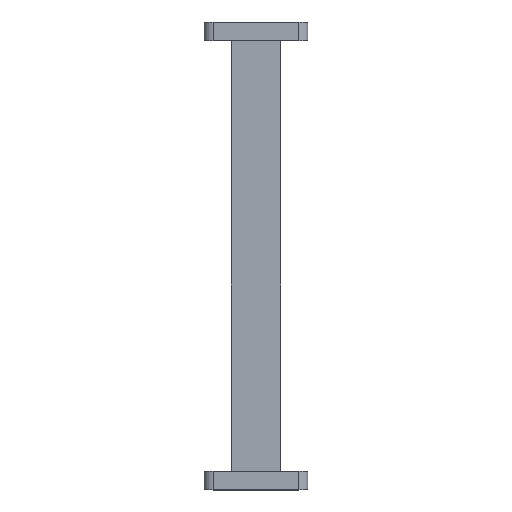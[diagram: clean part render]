
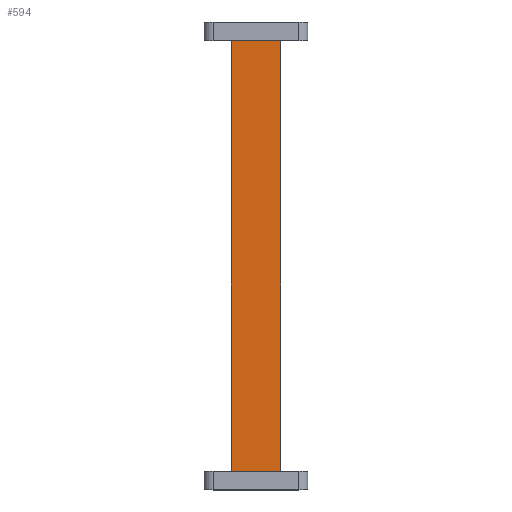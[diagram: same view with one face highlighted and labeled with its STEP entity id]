
A CAD part, top view. The second image highlights one B-rep face of the part: STEP entity #594.
In plain terms, the highlighted planar face has unit normal (0, 0, 1).
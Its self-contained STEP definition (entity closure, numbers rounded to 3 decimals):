
#17 = LINE ( 'NONE', #1471, #1990 ) ;
#20 = PLANE ( 'NONE',  #269 ) ;
#186 = VERTEX_POINT ( 'NONE', #2049 ) ;
#199 = ORIENTED_EDGE ( 'NONE', *, *, #870, .F. ) ;
#240 = EDGE_CURVE ( 'NONE', #186, #439, #1482, .T. ) ;
#269 = AXIS2_PLACEMENT_3D ( 'NONE', #803, #1945, #780 ) ;
#289 = LINE ( 'NONE', #1594, #755 ) ;
#336 = CARTESIAN_POINT ( 'NONE',  ( 5.335, -46., 3.175 ) ) ;
#340 = DIRECTION ( 'NONE',  ( 0., -1., 0. ) ) ;
#351 = DIRECTION ( 'NONE',  ( 0., -1., 0. ) ) ;
#354 = EDGE_LOOP ( 'NONE', ( #512, #1517, #199, #1667 ) ) ;
#402 = VERTEX_POINT ( 'NONE', #1516 ) ;
#439 = VERTEX_POINT ( 'NONE', #336 ) ;
#512 = ORIENTED_EDGE ( 'NONE', *, *, #1521, .T. ) ;
#569 = VERTEX_POINT ( 'NONE', #1440 ) ;
#594 = ADVANCED_FACE ( 'NONE', ( #1098 ), #20, .F. ) ;
#704 = CARTESIAN_POINT ( 'NONE',  ( -5.335, -46., 3.175 ) ) ;
#755 = VECTOR ( 'NONE', #1414, 1000. ) ;
#780 = DIRECTION ( 'NONE',  ( -1., 0., 0. ) ) ;
#803 = CARTESIAN_POINT ( 'NONE',  ( -5.335, 46., 3.175 ) ) ;
#864 = VECTOR ( 'NONE', #1991, 1000. ) ;
#870 = EDGE_CURVE ( 'NONE', #569, #186, #289, .T. ) ;
#996 = CARTESIAN_POINT ( 'NONE',  ( 5.335, 46., 3.175 ) ) ;
#1098 = FACE_OUTER_BOUND ( 'NONE', #354, .T. ) ;
#1414 = DIRECTION ( 'NONE',  ( 1., 0., 0. ) ) ;
#1415 = EDGE_CURVE ( 'NONE', #569, #402, #17, .T. ) ;
#1440 = CARTESIAN_POINT ( 'NONE',  ( -5.335, 46., 3.175 ) ) ;
#1471 = CARTESIAN_POINT ( 'NONE',  ( -5.335, 46., 3.175 ) ) ;
#1482 = LINE ( 'NONE', #996, #1525 ) ;
#1516 = CARTESIAN_POINT ( 'NONE',  ( -5.335, -46., 3.175 ) ) ;
#1517 = ORIENTED_EDGE ( 'NONE', *, *, #240, .F. ) ;
#1521 = EDGE_CURVE ( 'NONE', #402, #439, #1635, .T. ) ;
#1525 = VECTOR ( 'NONE', #351, 1000. ) ;
#1594 = CARTESIAN_POINT ( 'NONE',  ( -5.335, 46., 3.175 ) ) ;
#1635 = LINE ( 'NONE', #704, #864 ) ;
#1667 = ORIENTED_EDGE ( 'NONE', *, *, #1415, .T. ) ;
#1945 = DIRECTION ( 'NONE',  ( 0., 0., -1. ) ) ;
#1990 = VECTOR ( 'NONE', #340, 1000. ) ;
#1991 = DIRECTION ( 'NONE',  ( 1., 0., 0. ) ) ;
#2049 = CARTESIAN_POINT ( 'NONE',  ( 5.335, 46., 3.175 ) ) ;
